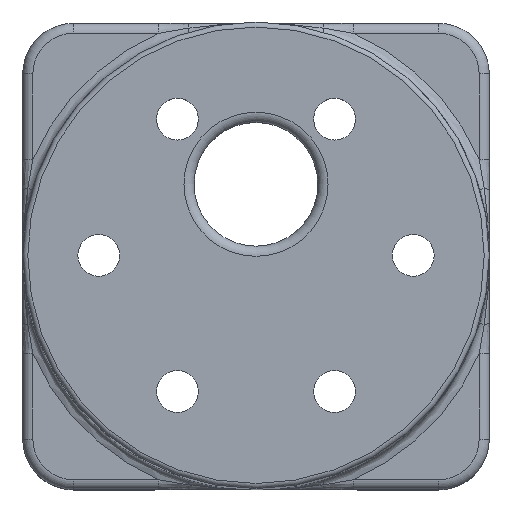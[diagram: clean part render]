
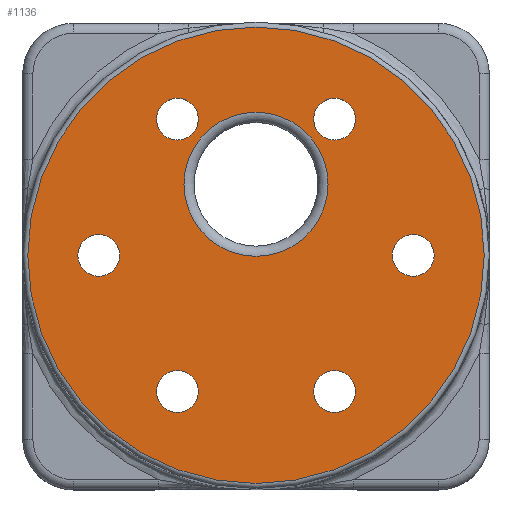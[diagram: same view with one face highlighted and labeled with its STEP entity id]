
A CAD part, top view. The second image highlights one B-rep face of the part: STEP entity #1136.
In plain terms, the highlighted planar face has unit normal (0, 0, 1).
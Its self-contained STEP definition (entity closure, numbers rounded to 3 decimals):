
#15=FACE_BOUND('',#343,.T.);
#16=FACE_BOUND('',#344,.T.);
#17=FACE_BOUND('',#345,.T.);
#18=FACE_BOUND('',#346,.T.);
#19=FACE_BOUND('',#347,.T.);
#20=FACE_BOUND('',#348,.T.);
#21=FACE_BOUND('',#349,.T.);
#102=PLANE('',#1259);
#271=FACE_OUTER_BOUND('',#342,.T.);
#342=EDGE_LOOP('',(#943,#944));
#343=EDGE_LOOP('',(#945));
#344=EDGE_LOOP('',(#946));
#345=EDGE_LOOP('',(#947));
#346=EDGE_LOOP('',(#948));
#347=EDGE_LOOP('',(#949));
#348=EDGE_LOOP('',(#950));
#349=EDGE_LOOP('',(#951));
#427=CIRCLE('',#1253,7.1);
#432=CIRCLE('',#1260,22.5);
#433=CIRCLE('',#1261,22.5);
#434=CIRCLE('',#1262,2.062);
#435=CIRCLE('',#1263,2.062);
#436=CIRCLE('',#1264,2.062);
#437=CIRCLE('',#1265,2.062);
#438=CIRCLE('',#1266,2.062);
#439=CIRCLE('',#1267,2.062);
#533=VERTEX_POINT('',#2603);
#537=VERTEX_POINT('',#2615);
#538=VERTEX_POINT('',#2616);
#539=VERTEX_POINT('',#2619);
#540=VERTEX_POINT('',#2621);
#541=VERTEX_POINT('',#2623);
#542=VERTEX_POINT('',#2625);
#543=VERTEX_POINT('',#2627);
#544=VERTEX_POINT('',#2629);
#681=EDGE_CURVE('',#533,#533,#427,.T.);
#687=EDGE_CURVE('',#537,#538,#432,.T.);
#688=EDGE_CURVE('',#538,#537,#433,.T.);
#689=EDGE_CURVE('',#539,#539,#434,.T.);
#690=EDGE_CURVE('',#540,#540,#435,.T.);
#691=EDGE_CURVE('',#541,#541,#436,.T.);
#692=EDGE_CURVE('',#542,#542,#437,.T.);
#693=EDGE_CURVE('',#543,#543,#438,.T.);
#694=EDGE_CURVE('',#544,#544,#439,.T.);
#943=ORIENTED_EDGE('',*,*,#687,.F.);
#944=ORIENTED_EDGE('',*,*,#688,.F.);
#945=ORIENTED_EDGE('',*,*,#689,.T.);
#946=ORIENTED_EDGE('',*,*,#690,.T.);
#947=ORIENTED_EDGE('',*,*,#691,.T.);
#948=ORIENTED_EDGE('',*,*,#692,.T.);
#949=ORIENTED_EDGE('',*,*,#693,.T.);
#950=ORIENTED_EDGE('',*,*,#694,.T.);
#951=ORIENTED_EDGE('',*,*,#681,.F.);
#1136=ADVANCED_FACE('',(#271,#15,#16,#17,#18,#19,#20,#21),#102,.T.);
#1253=AXIS2_PLACEMENT_3D('',#2604,#1491,#1492);
#1259=AXIS2_PLACEMENT_3D('',#2614,#1504,#1505);
#1260=AXIS2_PLACEMENT_3D('',#2617,#1506,#1507);
#1261=AXIS2_PLACEMENT_3D('',#2618,#1508,#1509);
#1262=AXIS2_PLACEMENT_3D('',#2620,#1510,#1511);
#1263=AXIS2_PLACEMENT_3D('',#2622,#1512,#1513);
#1264=AXIS2_PLACEMENT_3D('',#2624,#1514,#1515);
#1265=AXIS2_PLACEMENT_3D('',#2626,#1516,#1517);
#1266=AXIS2_PLACEMENT_3D('',#2628,#1518,#1519);
#1267=AXIS2_PLACEMENT_3D('',#2630,#1520,#1521);
#1491=DIRECTION('center_axis',(0.,0.,1.));
#1492=DIRECTION('ref_axis',(-1.,0.,0.));
#1504=DIRECTION('center_axis',(0.,0.,1.));
#1505=DIRECTION('ref_axis',(1.,0.,0.));
#1506=DIRECTION('center_axis',(0.,0.,-1.));
#1507=DIRECTION('ref_axis',(-1.,0.,0.));
#1508=DIRECTION('center_axis',(0.,0.,-1.));
#1509=DIRECTION('ref_axis',(-1.,0.,0.));
#1510=DIRECTION('center_axis',(0.,0.,-1.));
#1511=DIRECTION('ref_axis',(-1.,0.,0.));
#1512=DIRECTION('center_axis',(0.,0.,-1.));
#1513=DIRECTION('ref_axis',(-1.,0.,0.));
#1514=DIRECTION('center_axis',(0.,0.,-1.));
#1515=DIRECTION('ref_axis',(-1.,0.,0.));
#1516=DIRECTION('center_axis',(0.,0.,-1.));
#1517=DIRECTION('ref_axis',(-1.,0.,0.));
#1518=DIRECTION('center_axis',(0.,0.,-1.));
#1519=DIRECTION('ref_axis',(-1.,0.,0.));
#1520=DIRECTION('center_axis',(0.,0.,-1.));
#1521=DIRECTION('ref_axis',(-1.,0.,0.));
#2603=CARTESIAN_POINT('',(7.1,7.,69.));
#2604=CARTESIAN_POINT('Origin',(0.,7.,69.));
#2614=CARTESIAN_POINT('Origin',(0.,0.,69.));
#2615=CARTESIAN_POINT('',(22.5,0.,69.));
#2616=CARTESIAN_POINT('',(-22.5,0.,69.));
#2617=CARTESIAN_POINT('Origin',(0.,0.,69.));
#2618=CARTESIAN_POINT('Origin',(0.,0.,69.));
#2619=CARTESIAN_POINT('',(-5.688,13.423,69.));
#2620=CARTESIAN_POINT('Origin',(-7.75,13.423,69.));
#2621=CARTESIAN_POINT('',(17.562,0.,69.));
#2622=CARTESIAN_POINT('Origin',(15.5,0.,69.));
#2623=CARTESIAN_POINT('',(-5.688,-13.423,69.));
#2624=CARTESIAN_POINT('Origin',(-7.75,-13.423,69.));
#2625=CARTESIAN_POINT('',(-13.438,0.,69.));
#2626=CARTESIAN_POINT('Origin',(-15.5,0.,69.));
#2627=CARTESIAN_POINT('',(9.812,-13.423,69.));
#2628=CARTESIAN_POINT('Origin',(7.75,-13.423,69.));
#2629=CARTESIAN_POINT('',(9.812,13.423,69.));
#2630=CARTESIAN_POINT('Origin',(7.75,13.423,69.));
